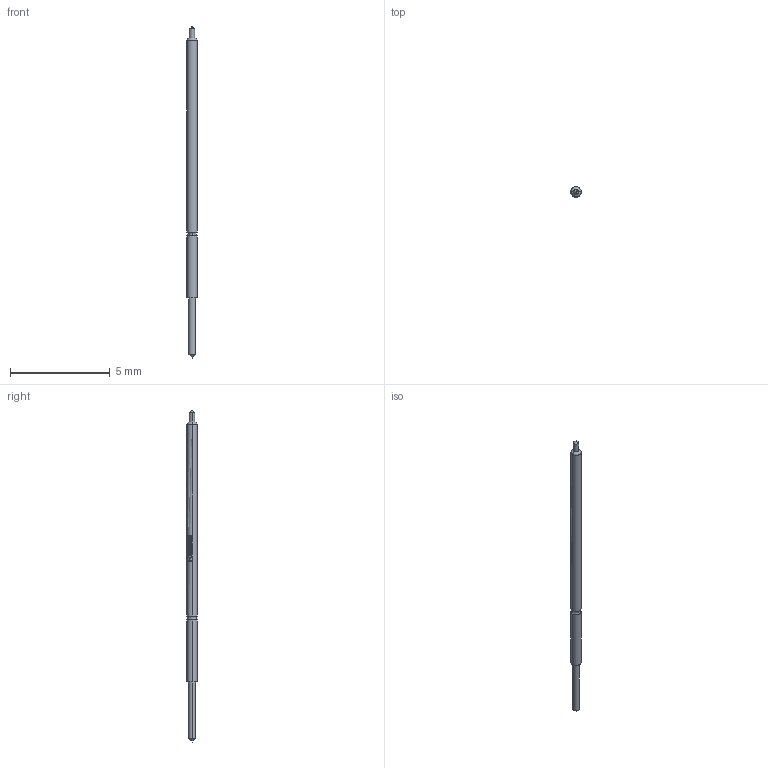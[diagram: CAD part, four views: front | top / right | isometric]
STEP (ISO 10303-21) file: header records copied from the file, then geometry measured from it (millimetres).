
FILE_DESCRIPTION (( 'STEP AP214' ), '1' );
FILE_NAME ('MOD-F20901B035Gxxx.STEP', '2015-09-10T08:20:14', ( 'run' ), ( 'Hewlett-Packard Company' ), 'SwSTEP 2.0', 'SolidWorks 2012', '' );
FILE_SCHEMA (( 'AUTOMOTIVE_DESIGN' ));
Length unit declared in the file: millimetre
Products named in the file (1): MOD-F20901B035Gxxx
Bounding box: 0.51 x 0.51 x 16.6 mm (x, y, z)
Volume: 2.9 mm3; surface area: 24.9 mm2
Topology: 1 solids, 1 shells, 161 faces, 442 edges, 282 vertices
Faces by surface type: plane 66, bspline 57, cylinder 30, cone 6, torus 2
Entity records: 5972 total; most frequent: CARTESIAN_POINT 2377, ORIENTED_EDGE 872, DIRECTION 540, EDGE_CURVE 436, VERTEX_POINT 282, AXIS2_PLACEMENT_3D 199, B_SPLINE_CURVE_WITH_KNOTS 198, EDGE_LOOP 166
